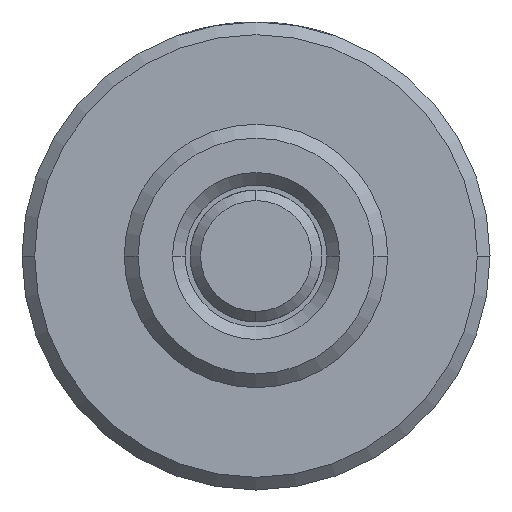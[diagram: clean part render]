
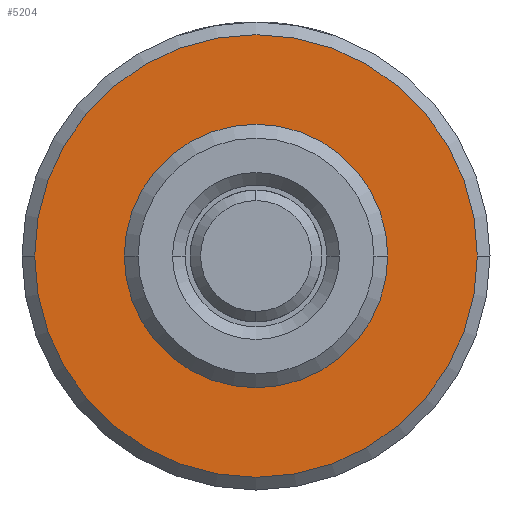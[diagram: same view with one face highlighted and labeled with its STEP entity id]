
A CAD part, left-side view. The second image highlights one B-rep face of the part: STEP entity #5204.
In plain terms, the highlighted planar face has unit normal (-1, 0, 0).
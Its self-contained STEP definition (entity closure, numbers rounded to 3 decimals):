
#45 = DIRECTION ( 'NONE',  ( 1., 0., 0. ) ) ;
#61 = CIRCLE ( 'NONE', #2909, 13.335 ) ;
#115 = CARTESIAN_POINT ( 'NONE',  ( 12.7, 0., 7.906 ) ) ;
#287 = ORIENTED_EDGE ( 'NONE', *, *, #4432, .T. ) ;
#369 = ORIENTED_EDGE ( 'NONE', *, *, #1178, .T. ) ;
#631 = EDGE_CURVE ( 'NONE', #4663, #4428, #61, .T. ) ;
#904 = AXIS2_PLACEMENT_3D ( 'NONE', #3496, #1427, #3525 ) ;
#967 = CARTESIAN_POINT ( 'NONE',  ( 12.7, 0., -7.906 ) ) ;
#1079 = DIRECTION ( 'NONE',  ( 0., 0., -1. ) ) ;
#1105 = PLANE ( 'NONE',  #2135 ) ;
#1107 = CARTESIAN_POINT ( 'NONE',  ( 12.7, 0., 0. ) ) ;
#1178 = EDGE_CURVE ( 'NONE', #2297, #2236, #3027, .T. ) ;
#1239 = CARTESIAN_POINT ( 'NONE',  ( 12.7, 0., 13.335 ) ) ;
#1332 = FACE_BOUND ( 'NONE', #3274, .T. ) ;
#1427 = DIRECTION ( 'NONE',  ( 1., 0., 0. ) ) ;
#1709 = CARTESIAN_POINT ( 'NONE',  ( 12.7, 0., 0. ) ) ;
#1841 = CARTESIAN_POINT ( 'NONE',  ( 12.7, 0., -13.335 ) ) ;
#2135 = AXIS2_PLACEMENT_3D ( 'NONE', #2730, #5081, #5105 ) ;
#2236 = VERTEX_POINT ( 'NONE', #115 ) ;
#2297 = VERTEX_POINT ( 'NONE', #967 ) ;
#2526 = CARTESIAN_POINT ( 'NONE',  ( 12.7, 0., 0. ) ) ;
#2554 = DIRECTION ( 'NONE',  ( 0., 0., -1. ) ) ;
#2628 = FACE_OUTER_BOUND ( 'NONE', #4203, .T. ) ;
#2723 = EDGE_CURVE ( 'NONE', #4428, #4663, #4794, .T. ) ;
#2730 = CARTESIAN_POINT ( 'NONE',  ( 12.7, 0., 0. ) ) ;
#2909 = AXIS2_PLACEMENT_3D ( 'NONE', #1107, #3609, #1079 ) ;
#3027 = CIRCLE ( 'NONE', #4335, 7.906 ) ;
#3274 = EDGE_LOOP ( 'NONE', ( #369, #287 ) ) ;
#3398 = DIRECTION ( 'NONE',  ( 0., 0., -1. ) ) ;
#3496 = CARTESIAN_POINT ( 'NONE',  ( 12.7, 0., 0. ) ) ;
#3525 = DIRECTION ( 'NONE',  ( 0., 0., -1. ) ) ;
#3609 = DIRECTION ( 'NONE',  ( 1., 0., 0. ) ) ;
#3740 = ORIENTED_EDGE ( 'NONE', *, *, #2723, .F. ) ;
#4203 = EDGE_LOOP ( 'NONE', ( #3740, #5010 ) ) ;
#4335 = AXIS2_PLACEMENT_3D ( 'NONE', #1709, #4610, #3398 ) ;
#4428 = VERTEX_POINT ( 'NONE', #1239 ) ;
#4432 = EDGE_CURVE ( 'NONE', #2236, #2297, #4641, .T. ) ;
#4610 = DIRECTION ( 'NONE',  ( 1., 0., 0. ) ) ;
#4641 = CIRCLE ( 'NONE', #5259, 7.906 ) ;
#4663 = VERTEX_POINT ( 'NONE', #1841 ) ;
#4794 = CIRCLE ( 'NONE', #904, 13.335 ) ;
#5010 = ORIENTED_EDGE ( 'NONE', *, *, #631, .F. ) ;
#5081 = DIRECTION ( 'NONE',  ( 1., 0., 0. ) ) ;
#5105 = DIRECTION ( 'NONE',  ( 0., 0., -1. ) ) ;
#5204 = ADVANCED_FACE ( 'NONE', ( #2628, #1332 ), #1105, .F. ) ;
#5259 = AXIS2_PLACEMENT_3D ( 'NONE', #2526, #45, #2554 ) ;
